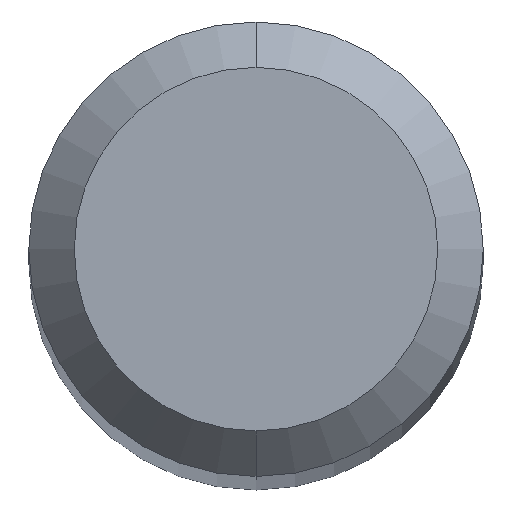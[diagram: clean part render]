
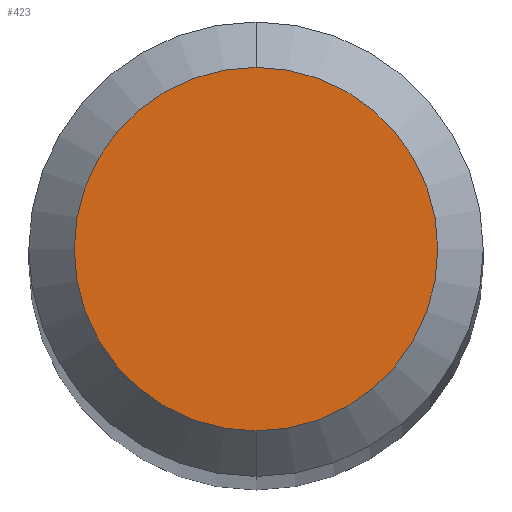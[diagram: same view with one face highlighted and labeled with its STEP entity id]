
A CAD part, top view. The second image highlights one B-rep face of the part: STEP entity #423.
In plain terms, the highlighted planar face has unit normal (0, 0, 1).
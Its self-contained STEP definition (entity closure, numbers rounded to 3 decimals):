
#423=ADVANCED_FACE('',(#1067),#1068,.T.);
#535=VERTEX_POINT('',#1188);
#601=EDGE_CURVE('',#535,#699,#1258,.T.);
#693=EDGE_CURVE('',#699,#535,#1359,.T.);
#699=VERTEX_POINT('',#1365);
#1067=FACE_OUTER_BOUND('',#2712,.T.);
#1068=PLANE('',#2713);
#1188=CARTESIAN_POINT('',(0.0,1.2,0.0));
#1258=CIRCLE('',#4290,1.2);
#1359=CIRCLE('',#4818,1.2);
#1365=CARTESIAN_POINT('',(0.,-1.2,0.0));
#2712=EDGE_LOOP('',(#7437,#7438));
#2713=AXIS2_PLACEMENT_3D('',#7439,#7440,#7441);
#4290=AXIS2_PLACEMENT_3D('',#7612,#7613,#7614);
#4818=AXIS2_PLACEMENT_3D('',#7718,#7719,#7720);
#7437=ORIENTED_EDGE('',*,*,#601,.F.);
#7438=ORIENTED_EDGE('',*,*,#693,.F.);
#7439=CARTESIAN_POINT('',(0.0,0.6,0.0));
#7440=DIRECTION('',(-0.0,0.0,1.0));
#7441=DIRECTION('',(0.0,-1.0,0.0));
#7612=CARTESIAN_POINT('',(0.0,0.0,0.0));
#7613=DIRECTION('',(0.0,0.0,-1.0));
#7614=DIRECTION('',(0.0,1.0,0.0));
#7718=CARTESIAN_POINT('',(0.0,0.0,0.0));
#7719=DIRECTION('',(0.0,0.0,-1.0));
#7720=DIRECTION('',(0.0,1.0,0.0));
